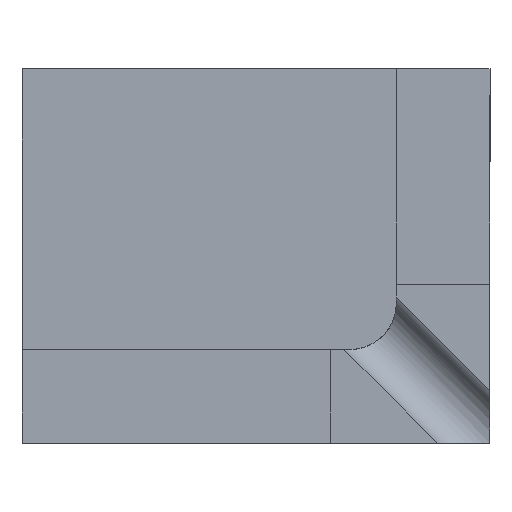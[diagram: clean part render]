
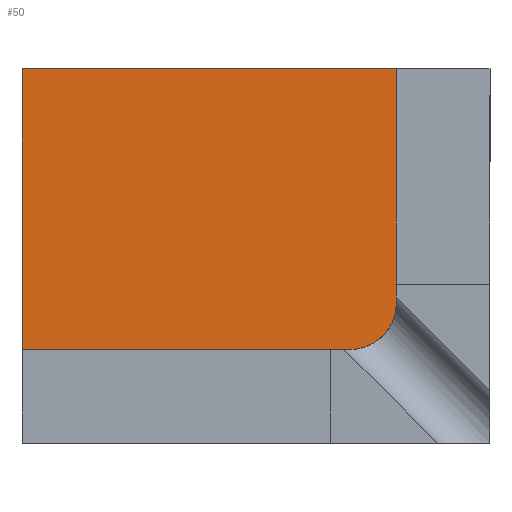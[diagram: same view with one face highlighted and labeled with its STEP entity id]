
A CAD part, front view. The second image highlights one B-rep face of the part: STEP entity #50.
In plain terms, the highlighted planar face has unit normal (0, -1, 0).
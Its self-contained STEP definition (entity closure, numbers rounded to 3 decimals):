
#4 = VERTEX_POINT ( 'NONE', #233 ) ;
#5 = VERTEX_POINT ( 'NONE', #9 ) ;
#6 = CARTESIAN_POINT ( 'NONE',  ( 40., 15., 40. ) ) ;
#7 = LINE ( 'NONE', #6, #230 ) ;
#8 = EDGE_CURVE ( 'NONE', #4, #5, #7, .T. ) ;
#9 = CARTESIAN_POINT ( 'NONE',  ( 40., 15., 40. ) ) ;
#50 = ADVANCED_FACE ( 'NONE', ( #412 ), #415, .T. ) ;
#51 = ORIENTED_EDGE ( 'NONE', *, *, #8, .T. ) ;
#53 = ORIENTED_EDGE ( 'NONE', *, *, #68, .T. ) ;
#55 = ORIENTED_EDGE ( 'NONE', *, *, #70, .T. ) ;
#68 = EDGE_CURVE ( 'NONE', #94, #4, #298, .T. ) ;
#70 = EDGE_CURVE ( 'NONE', #5, #71, #296, .T. ) ;
#71 = VERTEX_POINT ( 'NONE', #289 ) ;
#73 = ORIENTED_EDGE ( 'NONE', *, *, #88, .T. ) ;
#77 = EDGE_CURVE ( 'NONE', #71, #92, #282, .T. ) ;
#81 = EDGE_LOOP ( 'NONE', ( #73, #53, #51, #55, #104 ) ) ;
#88 = EDGE_CURVE ( 'NONE', #92, #94, #270, .T. ) ;
#92 = VERTEX_POINT ( 'NONE', #260 ) ;
#94 = VERTEX_POINT ( 'NONE', #259 ) ;
#104 = ORIENTED_EDGE ( 'NONE', *, *, #77, .T. ) ;
#229 = DIRECTION ( 'NONE',  ( 0., 0., 1. ) ) ;
#230 = VECTOR ( 'NONE', #229, 1000. ) ;
#233 = CARTESIAN_POINT ( 'NONE',  ( 40., 15., 15. ) ) ;
#259 = CARTESIAN_POINT ( 'NONE',  ( 35., 15., 10. ) ) ;
#260 = CARTESIAN_POINT ( 'NONE',  ( 0., 15., 10. ) ) ;
#267 = DIRECTION ( 'NONE',  ( 1., 0., 0. ) ) ;
#268 = VECTOR ( 'NONE', #267, 1000. ) ;
#269 = CARTESIAN_POINT ( 'NONE',  ( 0., 15., 10. ) ) ;
#270 = LINE ( 'NONE', #269, #268 ) ;
#277 = DIRECTION ( 'NONE',  ( 0., 0., -1. ) ) ;
#281 = CARTESIAN_POINT ( 'NONE',  ( 0., 15., 40. ) ) ;
#282 = LINE ( 'NONE', #281, #284 ) ;
#284 = VECTOR ( 'NONE', #277, 1000. ) ;
#285 = DIRECTION ( 'NONE',  ( -1., 0., 0. ) ) ;
#286 = VECTOR ( 'NONE', #285, 1000. ) ;
#287 = CARTESIAN_POINT ( 'NONE',  ( 0., 15., 40. ) ) ;
#289 = CARTESIAN_POINT ( 'NONE',  ( 0., 15., 40. ) ) ;
#292 = DIRECTION ( 'NONE',  ( 0., 0., -1. ) ) ;
#293 = DIRECTION ( 'NONE',  ( 0., -1., 0. ) ) ;
#294 = CARTESIAN_POINT ( 'NONE',  ( 35., 15., 15. ) ) ;
#295 = AXIS2_PLACEMENT_3D ( 'NONE', #294, #293, #292 ) ;
#296 = LINE ( 'NONE', #287, #286 ) ;
#298 = CIRCLE ( 'NONE', #295, 5. ) ;
#370 = DIRECTION ( 'NONE',  ( 0., 0., -1. ) ) ;
#371 = DIRECTION ( 'NONE',  ( 0., -1., 0. ) ) ;
#372 = CARTESIAN_POINT ( 'NONE',  ( 0., 15., 10. ) ) ;
#373 = AXIS2_PLACEMENT_3D ( 'NONE', #372, #371, #370 ) ;
#412 = FACE_OUTER_BOUND ( 'NONE', #81, .T. ) ;
#415 = PLANE ( 'NONE',  #373 ) ;
